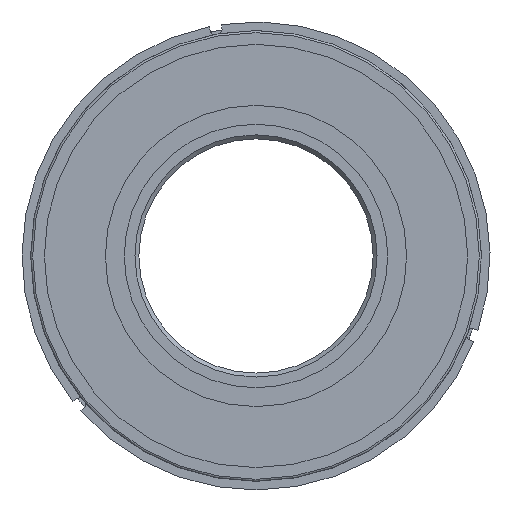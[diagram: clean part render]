
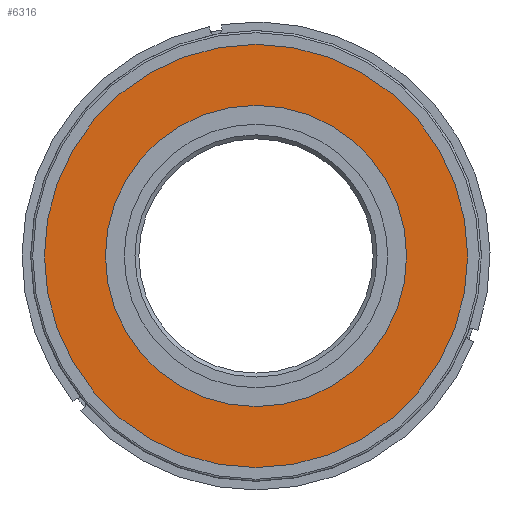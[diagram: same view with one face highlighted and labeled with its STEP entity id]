
A CAD part, left-side view. The second image highlights one B-rep face of the part: STEP entity #6316.
In plain terms, the highlighted planar face has unit normal (-1, 0, 0).
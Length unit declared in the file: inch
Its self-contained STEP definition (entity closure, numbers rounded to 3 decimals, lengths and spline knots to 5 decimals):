
#1644=ORIENTED_EDGE('',*,*,#3538,.T.);
#1645=ORIENTED_EDGE('',*,*,#3537,.F.);
#3537=EDGE_CURVE('',#4461,#4461,#4871,.T.);
#3538=EDGE_CURVE('',#4462,#4462,#4872,.T.);
#4461=VERTEX_POINT('',#10702);
#4462=VERTEX_POINT('',#10705);
#4871=CIRCLE('',#6906,1.068);
#4872=CIRCLE('',#6908,0.76);
#5219=EDGE_LOOP('',(#1644));
#5220=EDGE_LOOP('',(#1645));
#5675=FACE_BOUND('',#5219,.T.);
#5676=FACE_BOUND('',#5220,.T.);
#6037=PLANE('',#6907);
#6316=ADVANCED_FACE('',(#5675,#5676),#6037,.T.);
#6906=AXIS2_PLACEMENT_3D('',#10701,#8187,#8188);
#6907=AXIS2_PLACEMENT_3D('',#10703,#8189,#8190);
#6908=AXIS2_PLACEMENT_3D('',#10704,#8191,#8192);
#8187=DIRECTION('',(1.,0.,0.));
#8188=DIRECTION('',(0.,0.,-1.));
#8189=DIRECTION('',(-1.,0.,0.));
#8190=DIRECTION('',(0.,0.,1.));
#8191=DIRECTION('',(1.,0.,0.));
#8192=DIRECTION('',(0.,0.,-1.));
#10701=CARTESIAN_POINT('',(-0.6745,0.,0.));
#10702=CARTESIAN_POINT('',(-0.6745,0.,-1.068));
#10703=CARTESIAN_POINT('',(-0.6745,1.068,0.));
#10704=CARTESIAN_POINT('',(-0.6745,0.,0.));
#10705=CARTESIAN_POINT('',(-0.6745,0.,-0.76));
